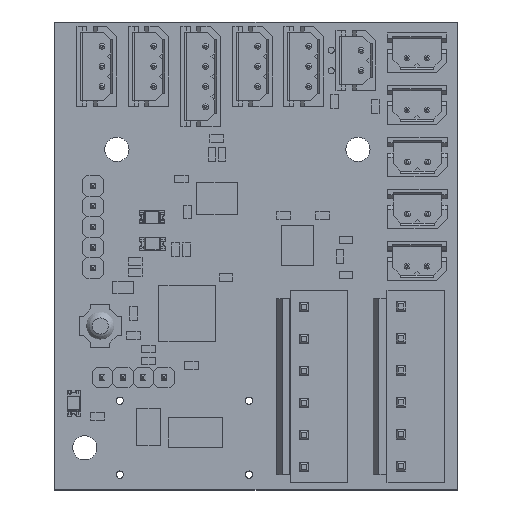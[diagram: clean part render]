
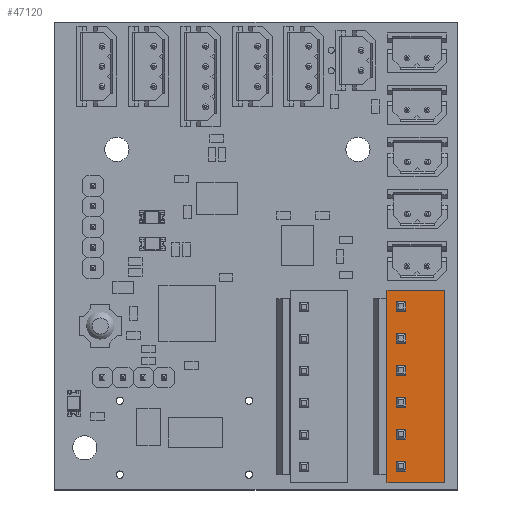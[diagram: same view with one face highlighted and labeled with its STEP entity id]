
A CAD part, top view. The second image highlights one B-rep face of the part: STEP entity #47120.
In plain terms, the highlighted face is planar.
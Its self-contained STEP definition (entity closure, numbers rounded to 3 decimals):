
#47063 = VERTEX_POINT('',#47064);
#47064 = CARTESIAN_POINT('',(22.8,1.6,-3.55));
#47072 = VERTEX_POINT('',#47073);
#47073 = CARTESIAN_POINT('',(1.,1.6,-3.55));
#47079 = EDGE_CURVE('',#47063,#47072,#47080,.T.);
#47080 = LINE('',#47081,#47082);
#47081 = CARTESIAN_POINT('',(23.8,1.6,-3.55));
#47082 = VECTOR('',#47083,1.);
#47083 = DIRECTION('',(-1.,0.,0.));
#47094 = VERTEX_POINT('',#47095);
#47095 = CARTESIAN_POINT('',(0.,1.6,-3.55));
#47103 = VERTEX_POINT('',#47104);
#47104 = CARTESIAN_POINT('',(0.,1.6,3.55));
#47110 = EDGE_CURVE('',#47103,#47094,#47111,.T.);
#47111 = LINE('',#47112,#47113);
#47112 = CARTESIAN_POINT('',(0.,1.6,0.));
#47113 = VECTOR('',#47114,1.);
#47114 = DIRECTION('',(0.,0.,-1.));
#47120 = ADVANCED_FACE('',(#47121,#47155,#47189,#47223,#47257,#47291,
    #47325),#47357,.T.);
#47121 = FACE_BOUND('',#47122,.T.);
#47122 = EDGE_LOOP('',(#47123,#47133,#47141,#47149));
#47123 = ORIENTED_EDGE('',*,*,#47124,.F.);
#47124 = EDGE_CURVE('',#47125,#47127,#47129,.T.);
#47125 = VERTEX_POINT('',#47126);
#47126 = CARTESIAN_POINT('',(2.57,1.6,-1.25));
#47127 = VERTEX_POINT('',#47128);
#47128 = CARTESIAN_POINT('',(2.57,1.6,-2.39));
#47129 = LINE('',#47130,#47131);
#47130 = CARTESIAN_POINT('',(2.57,1.6,-1.25));
#47131 = VECTOR('',#47132,1.);
#47132 = DIRECTION('',(0.,0.,-1.));
#47133 = ORIENTED_EDGE('',*,*,#47134,.F.);
#47134 = EDGE_CURVE('',#47135,#47125,#47137,.T.);
#47135 = VERTEX_POINT('',#47136);
#47136 = CARTESIAN_POINT('',(1.43,1.6,-1.25));
#47137 = LINE('',#47138,#47139);
#47138 = CARTESIAN_POINT('',(1.43,1.6,-1.25));
#47139 = VECTOR('',#47140,1.);
#47140 = DIRECTION('',(1.,0.,0.));
#47141 = ORIENTED_EDGE('',*,*,#47142,.F.);
#47142 = EDGE_CURVE('',#47143,#47135,#47145,.T.);
#47143 = VERTEX_POINT('',#47144);
#47144 = CARTESIAN_POINT('',(1.43,1.6,-2.39));
#47145 = LINE('',#47146,#47147);
#47146 = CARTESIAN_POINT('',(1.43,1.6,-1.25));
#47147 = VECTOR('',#47148,1.);
#47148 = DIRECTION('',(0.,0.,1.));
#47149 = ORIENTED_EDGE('',*,*,#47150,.F.);
#47150 = EDGE_CURVE('',#47127,#47143,#47151,.T.);
#47151 = LINE('',#47152,#47153);
#47152 = CARTESIAN_POINT('',(1.43,1.6,-2.39));
#47153 = VECTOR('',#47154,1.);
#47154 = DIRECTION('',(-1.,0.,0.));
#47155 = FACE_BOUND('',#47156,.T.);
#47156 = EDGE_LOOP('',(#47157,#47167,#47175,#47183));
#47157 = ORIENTED_EDGE('',*,*,#47158,.F.);
#47158 = EDGE_CURVE('',#47159,#47161,#47163,.T.);
#47159 = VERTEX_POINT('',#47160);
#47160 = CARTESIAN_POINT('',(6.53,1.6,-1.25));
#47161 = VERTEX_POINT('',#47162);
#47162 = CARTESIAN_POINT('',(6.53,1.6,-2.39));
#47163 = LINE('',#47164,#47165);
#47164 = CARTESIAN_POINT('',(6.53,1.6,-1.25));
#47165 = VECTOR('',#47166,1.);
#47166 = DIRECTION('',(0.,0.,-1.));
#47167 = ORIENTED_EDGE('',*,*,#47168,.F.);
#47168 = EDGE_CURVE('',#47169,#47159,#47171,.T.);
#47169 = VERTEX_POINT('',#47170);
#47170 = CARTESIAN_POINT('',(5.39,1.6,-1.25));
#47171 = LINE('',#47172,#47173);
#47172 = CARTESIAN_POINT('',(5.39,1.6,-1.25));
#47173 = VECTOR('',#47174,1.);
#47174 = DIRECTION('',(1.,0.,0.));
#47175 = ORIENTED_EDGE('',*,*,#47176,.F.);
#47176 = EDGE_CURVE('',#47177,#47169,#47179,.T.);
#47177 = VERTEX_POINT('',#47178);
#47178 = CARTESIAN_POINT('',(5.39,1.6,-2.39));
#47179 = LINE('',#47180,#47181);
#47180 = CARTESIAN_POINT('',(5.39,1.6,-1.25));
#47181 = VECTOR('',#47182,1.);
#47182 = DIRECTION('',(0.,0.,1.));
#47183 = ORIENTED_EDGE('',*,*,#47184,.F.);
#47184 = EDGE_CURVE('',#47161,#47177,#47185,.T.);
#47185 = LINE('',#47186,#47187);
#47186 = CARTESIAN_POINT('',(5.39,1.6,-2.39));
#47187 = VECTOR('',#47188,1.);
#47188 = DIRECTION('',(-1.,0.,0.));
#47189 = FACE_BOUND('',#47190,.T.);
#47190 = EDGE_LOOP('',(#47191,#47201,#47209,#47217));
#47191 = ORIENTED_EDGE('',*,*,#47192,.F.);
#47192 = EDGE_CURVE('',#47193,#47195,#47197,.T.);
#47193 = VERTEX_POINT('',#47194);
#47194 = CARTESIAN_POINT('',(10.49,1.6,-1.25));
#47195 = VERTEX_POINT('',#47196);
#47196 = CARTESIAN_POINT('',(10.49,1.6,-2.39));
#47197 = LINE('',#47198,#47199);
#47198 = CARTESIAN_POINT('',(10.49,1.6,-1.25));
#47199 = VECTOR('',#47200,1.);
#47200 = DIRECTION('',(0.,0.,-1.));
#47201 = ORIENTED_EDGE('',*,*,#47202,.F.);
#47202 = EDGE_CURVE('',#47203,#47193,#47205,.T.);
#47203 = VERTEX_POINT('',#47204);
#47204 = CARTESIAN_POINT('',(9.35,1.6,-1.25));
#47205 = LINE('',#47206,#47207);
#47206 = CARTESIAN_POINT('',(9.35,1.6,-1.25));
#47207 = VECTOR('',#47208,1.);
#47208 = DIRECTION('',(1.,0.,0.));
#47209 = ORIENTED_EDGE('',*,*,#47210,.F.);
#47210 = EDGE_CURVE('',#47211,#47203,#47213,.T.);
#47211 = VERTEX_POINT('',#47212);
#47212 = CARTESIAN_POINT('',(9.35,1.6,-2.39));
#47213 = LINE('',#47214,#47215);
#47214 = CARTESIAN_POINT('',(9.35,1.6,-1.25));
#47215 = VECTOR('',#47216,1.);
#47216 = DIRECTION('',(0.,0.,1.));
#47217 = ORIENTED_EDGE('',*,*,#47218,.F.);
#47218 = EDGE_CURVE('',#47195,#47211,#47219,.T.);
#47219 = LINE('',#47220,#47221);
#47220 = CARTESIAN_POINT('',(9.35,1.6,-2.39));
#47221 = VECTOR('',#47222,1.);
#47222 = DIRECTION('',(-1.,0.,0.));
#47223 = FACE_BOUND('',#47224,.T.);
#47224 = EDGE_LOOP('',(#47225,#47235,#47243,#47251));
#47225 = ORIENTED_EDGE('',*,*,#47226,.F.);
#47226 = EDGE_CURVE('',#47227,#47229,#47231,.T.);
#47227 = VERTEX_POINT('',#47228);
#47228 = CARTESIAN_POINT('',(14.45,1.6,-1.25));
#47229 = VERTEX_POINT('',#47230);
#47230 = CARTESIAN_POINT('',(14.45,1.6,-2.39));
#47231 = LINE('',#47232,#47233);
#47232 = CARTESIAN_POINT('',(14.45,1.6,-1.25));
#47233 = VECTOR('',#47234,1.);
#47234 = DIRECTION('',(0.,0.,-1.));
#47235 = ORIENTED_EDGE('',*,*,#47236,.F.);
#47236 = EDGE_CURVE('',#47237,#47227,#47239,.T.);
#47237 = VERTEX_POINT('',#47238);
#47238 = CARTESIAN_POINT('',(13.31,1.6,-1.25));
#47239 = LINE('',#47240,#47241);
#47240 = CARTESIAN_POINT('',(13.31,1.6,-1.25));
#47241 = VECTOR('',#47242,1.);
#47242 = DIRECTION('',(1.,0.,0.));
#47243 = ORIENTED_EDGE('',*,*,#47244,.F.);
#47244 = EDGE_CURVE('',#47245,#47237,#47247,.T.);
#47245 = VERTEX_POINT('',#47246);
#47246 = CARTESIAN_POINT('',(13.31,1.6,-2.39));
#47247 = LINE('',#47248,#47249);
#47248 = CARTESIAN_POINT('',(13.31,1.6,-1.25));
#47249 = VECTOR('',#47250,1.);
#47250 = DIRECTION('',(0.,0.,1.));
#47251 = ORIENTED_EDGE('',*,*,#47252,.F.);
#47252 = EDGE_CURVE('',#47229,#47245,#47253,.T.);
#47253 = LINE('',#47254,#47255);
#47254 = CARTESIAN_POINT('',(13.31,1.6,-2.39));
#47255 = VECTOR('',#47256,1.);
#47256 = DIRECTION('',(-1.,0.,0.));
#47257 = FACE_BOUND('',#47258,.T.);
#47258 = EDGE_LOOP('',(#47259,#47269,#47277,#47285));
#47259 = ORIENTED_EDGE('',*,*,#47260,.F.);
#47260 = EDGE_CURVE('',#47261,#47263,#47265,.T.);
#47261 = VERTEX_POINT('',#47262);
#47262 = CARTESIAN_POINT('',(18.41,1.6,-1.25));
#47263 = VERTEX_POINT('',#47264);
#47264 = CARTESIAN_POINT('',(18.41,1.6,-2.39));
#47265 = LINE('',#47266,#47267);
#47266 = CARTESIAN_POINT('',(18.41,1.6,-1.25));
#47267 = VECTOR('',#47268,1.);
#47268 = DIRECTION('',(0.,0.,-1.));
#47269 = ORIENTED_EDGE('',*,*,#47270,.F.);
#47270 = EDGE_CURVE('',#47271,#47261,#47273,.T.);
#47271 = VERTEX_POINT('',#47272);
#47272 = CARTESIAN_POINT('',(17.27,1.6,-1.25));
#47273 = LINE('',#47274,#47275);
#47274 = CARTESIAN_POINT('',(17.27,1.6,-1.25));
#47275 = VECTOR('',#47276,1.);
#47276 = DIRECTION('',(1.,0.,0.));
#47277 = ORIENTED_EDGE('',*,*,#47278,.F.);
#47278 = EDGE_CURVE('',#47279,#47271,#47281,.T.);
#47279 = VERTEX_POINT('',#47280);
#47280 = CARTESIAN_POINT('',(17.27,1.6,-2.39));
#47281 = LINE('',#47282,#47283);
#47282 = CARTESIAN_POINT('',(17.27,1.6,-1.25));
#47283 = VECTOR('',#47284,1.);
#47284 = DIRECTION('',(0.,0.,1.));
#47285 = ORIENTED_EDGE('',*,*,#47286,.F.);
#47286 = EDGE_CURVE('',#47263,#47279,#47287,.T.);
#47287 = LINE('',#47288,#47289);
#47288 = CARTESIAN_POINT('',(17.27,1.6,-2.39));
#47289 = VECTOR('',#47290,1.);
#47290 = DIRECTION('',(-1.,0.,0.));
#47291 = FACE_BOUND('',#47292,.T.);
#47292 = EDGE_LOOP('',(#47293,#47303,#47311,#47319));
#47293 = ORIENTED_EDGE('',*,*,#47294,.F.);
#47294 = EDGE_CURVE('',#47295,#47297,#47299,.T.);
#47295 = VERTEX_POINT('',#47296);
#47296 = CARTESIAN_POINT('',(22.37,1.6,-1.25));
#47297 = VERTEX_POINT('',#47298);
#47298 = CARTESIAN_POINT('',(22.37,1.6,-2.39));
#47299 = LINE('',#47300,#47301);
#47300 = CARTESIAN_POINT('',(22.37,1.6,-1.25));
#47301 = VECTOR('',#47302,1.);
#47302 = DIRECTION('',(0.,0.,-1.));
#47303 = ORIENTED_EDGE('',*,*,#47304,.F.);
#47304 = EDGE_CURVE('',#47305,#47295,#47307,.T.);
#47305 = VERTEX_POINT('',#47306);
#47306 = CARTESIAN_POINT('',(21.23,1.6,-1.25));
#47307 = LINE('',#47308,#47309);
#47308 = CARTESIAN_POINT('',(21.23,1.6,-1.25));
#47309 = VECTOR('',#47310,1.);
#47310 = DIRECTION('',(1.,0.,0.));
#47311 = ORIENTED_EDGE('',*,*,#47312,.F.);
#47312 = EDGE_CURVE('',#47313,#47305,#47315,.T.);
#47313 = VERTEX_POINT('',#47314);
#47314 = CARTESIAN_POINT('',(21.23,1.6,-2.39));
#47315 = LINE('',#47316,#47317);
#47316 = CARTESIAN_POINT('',(21.23,1.6,-1.25));
#47317 = VECTOR('',#47318,1.);
#47318 = DIRECTION('',(0.,0.,1.));
#47319 = ORIENTED_EDGE('',*,*,#47320,.F.);
#47320 = EDGE_CURVE('',#47297,#47313,#47321,.T.);
#47321 = LINE('',#47322,#47323);
#47322 = CARTESIAN_POINT('',(21.23,1.6,-2.39));
#47323 = VECTOR('',#47324,1.);
#47324 = DIRECTION('',(-1.,0.,0.));
#47325 = FACE_BOUND('',#47326,.T.);
#47326 = EDGE_LOOP('',(#47327,#47328,#47336,#47344,#47350,#47351));
#47327 = ORIENTED_EDGE('',*,*,#47110,.F.);
#47328 = ORIENTED_EDGE('',*,*,#47329,.F.);
#47329 = EDGE_CURVE('',#47330,#47103,#47332,.T.);
#47330 = VERTEX_POINT('',#47331);
#47331 = CARTESIAN_POINT('',(23.8,1.6,3.55));
#47332 = LINE('',#47333,#47334);
#47333 = CARTESIAN_POINT('',(23.8,1.6,3.55));
#47334 = VECTOR('',#47335,1.);
#47335 = DIRECTION('',(-1.,0.,0.));
#47336 = ORIENTED_EDGE('',*,*,#47337,.T.);
#47337 = EDGE_CURVE('',#47330,#47338,#47340,.T.);
#47338 = VERTEX_POINT('',#47339);
#47339 = CARTESIAN_POINT('',(23.8,1.6,-3.55));
#47340 = LINE('',#47341,#47342);
#47341 = CARTESIAN_POINT('',(23.8,1.6,0.));
#47342 = VECTOR('',#47343,1.);
#47343 = DIRECTION('',(0.,0.,-1.));
#47344 = ORIENTED_EDGE('',*,*,#47345,.T.);
#47345 = EDGE_CURVE('',#47338,#47063,#47346,.T.);
#47346 = LINE('',#47347,#47348);
#47347 = CARTESIAN_POINT('',(23.8,1.6,-3.55));
#47348 = VECTOR('',#47349,1.);
#47349 = DIRECTION('',(-1.,0.,0.));
#47350 = ORIENTED_EDGE('',*,*,#47079,.T.);
#47351 = ORIENTED_EDGE('',*,*,#47352,.T.);
#47352 = EDGE_CURVE('',#47072,#47094,#47353,.T.);
#47353 = LINE('',#47354,#47355);
#47354 = CARTESIAN_POINT('',(23.8,1.6,-3.55));
#47355 = VECTOR('',#47356,1.);
#47356 = DIRECTION('',(-1.,0.,0.));
#47357 = PLANE('',#47358);
#47358 = AXIS2_PLACEMENT_3D('',#47359,#47360,#47361);
#47359 = CARTESIAN_POINT('',(23.8,1.6,0.));
#47360 = DIRECTION('',(0.,1.,0.));
#47361 = DIRECTION('',(0.,0.,1.));
